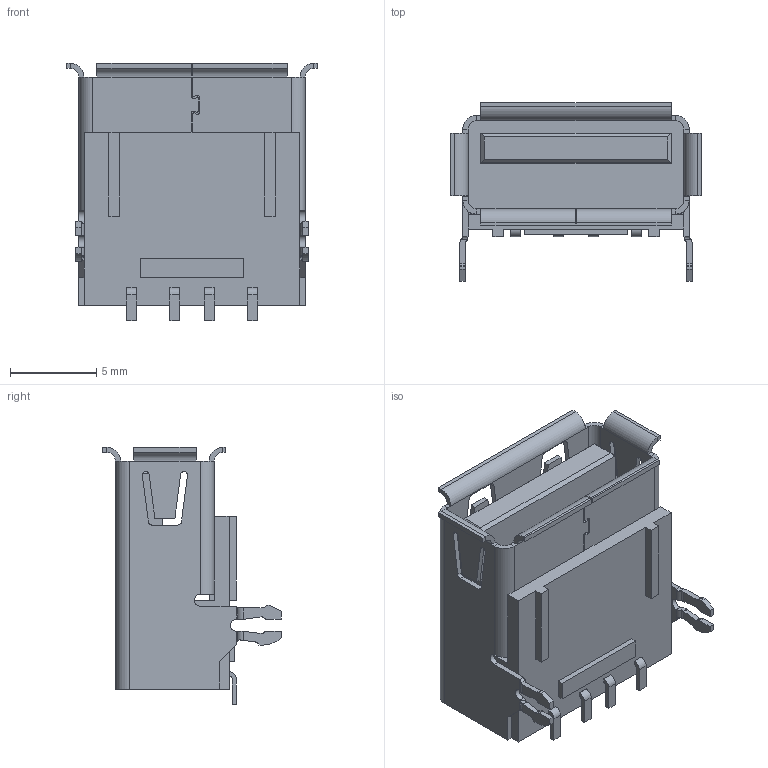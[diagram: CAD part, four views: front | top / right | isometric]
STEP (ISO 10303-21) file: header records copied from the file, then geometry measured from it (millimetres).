
FILE_DESCRIPTION (( 'STEP AP214' ), '1' );
FILE_NAME ('87583-3010BLF.STEP', '2022-10-06T22:23:06', ( '' ), ( '' ), 'SwSTEP 2.0', 'SolidWorks 2017', '' );
FILE_SCHEMA (( 'AUTOMOTIVE_DESIGN' ));
Length unit declared in the file: millimetre
Products named in the file (1): 87583-3010BLF
Bounding box: 14.5 x 10.34 x 14.9 mm (x, y, z)
Volume: 731.1 mm3; surface area: 1511.4 mm2
Topology: 6 solids, 6 shells, 322 faces, 824 edges, 516 vertices
Faces by surface type: plane 222, cylinder 100
Entity records: 9715 total; most frequent: CARTESIAN_POINT 1771, ORIENTED_EDGE 1648, DIRECTION 1614, EDGE_CURVE 824, LINE 624, VECTOR 624, VERTEX_POINT 516, AXIS2_PLACEMENT_3D 495
